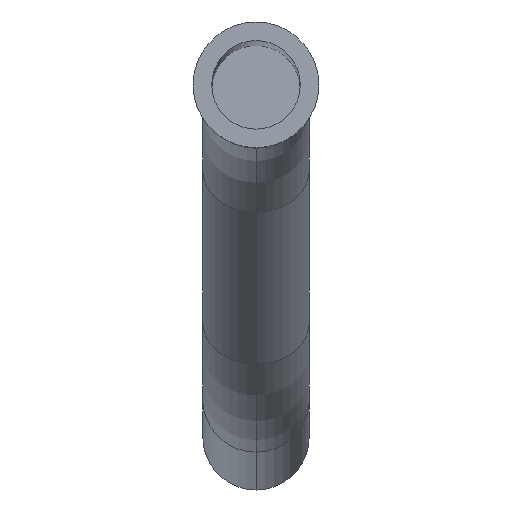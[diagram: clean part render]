
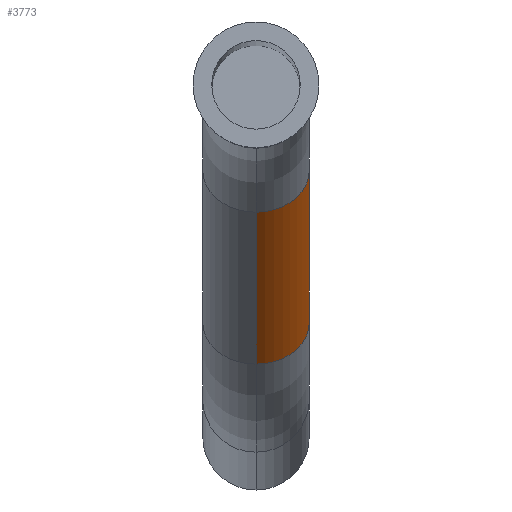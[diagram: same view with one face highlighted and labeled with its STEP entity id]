
A CAD part, top view. The second image highlights one B-rep face of the part: STEP entity #3773.
In plain terms, the highlighted cylindrical face has radius 0.3 mm (diameter 0.6 mm), a partial arc.
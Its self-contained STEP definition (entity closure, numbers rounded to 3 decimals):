
#476 = EDGE_CURVE ( 'NONE', #4291, #4287, #1100, .T. ) ;
#477 = EDGE_CURVE ( 'NONE', #4290, #4296, #1099, .T. ) ;
#478 = EDGE_CURVE ( 'NONE', #4291, #4290, #1102, .T. ) ;
#489 = EDGE_CURVE ( 'NONE', #4287, #4296, #1118, .T. ) ;
#526 = AXIS2_PLACEMENT_3D ( 'NONE', #1780, #1781, #1782 ) ;
#535 = AXIS2_PLACEMENT_3D ( 'NONE', #1811, #1812, #1813 ) ;
#700 = AXIS2_PLACEMENT_3D ( 'NONE', #5568, #5566, #5564 ) ;
#1020 = EDGE_LOOP ( 'NONE', ( #4930, #4931, #4932, #4933 ) ) ;
#1099 = LINE ( 'NONE', #1769, #1105 ) ;
#1100 = LINE ( 'NONE', #1775, #1103 ) ;
#1102 = CIRCLE ( 'NONE', #526, 0.3 ) ;
#1103 = VECTOR ( 'NONE', #1777, 1000. ) ;
#1105 = VECTOR ( 'NONE', #1778, 1000. ) ;
#1118 = CIRCLE ( 'NONE', #535, 0.3 ) ;
#1565 = FACE_OUTER_BOUND ( 'NONE', #1020, .T. ) ;
#1574 = CYLINDRICAL_SURFACE ( 'NONE', #700, 0.3 ) ;
#1769 = CARTESIAN_POINT ( 'NONE',  ( 0., -0.689, -17.293 ) ) ;
#1775 = CARTESIAN_POINT ( 'NONE',  ( 0., -0.226, -17.675 ) ) ;
#1777 = DIRECTION ( 'NONE',  ( 0., -0.636, -0.771 ) ) ;
#1778 = DIRECTION ( 'NONE',  ( 0., -0.636, -0.771 ) ) ;
#1780 = CARTESIAN_POINT ( 'NONE',  ( 0., -0.457, -17.484 ) ) ;
#1781 = DIRECTION ( 'NONE',  ( 0., -0.636, -0.771 ) ) ;
#1782 = DIRECTION ( 'NONE',  ( -1., 0., 0. ) ) ;
#1811 = CARTESIAN_POINT ( 'NONE',  ( 0., -1.313, -18.522 ) ) ;
#1812 = DIRECTION ( 'NONE',  ( 0., -0.636, -0.771 ) ) ;
#1813 = DIRECTION ( 'NONE',  ( -1., 0., 0. ) ) ;
#3636 = CARTESIAN_POINT ( 'NONE',  ( 0., -1.082, -18.712 ) ) ;
#3639 = CARTESIAN_POINT ( 'NONE',  ( 0., -0.689, -17.293 ) ) ;
#3640 = CARTESIAN_POINT ( 'NONE',  ( 0., -0.226, -17.675 ) ) ;
#3645 = CARTESIAN_POINT ( 'NONE',  ( 0., -1.545, -18.331 ) ) ;
#3773 = ADVANCED_FACE ( 'NONE', ( #1565 ), #1574, .T. ) ;
#4287 = VERTEX_POINT ( 'NONE', #3636 ) ;
#4290 = VERTEX_POINT ( 'NONE', #3639 ) ;
#4291 = VERTEX_POINT ( 'NONE', #3640 ) ;
#4296 = VERTEX_POINT ( 'NONE', #3645 ) ;
#4930 = ORIENTED_EDGE ( 'NONE', *, *, #478, .T. ) ;
#4931 = ORIENTED_EDGE ( 'NONE', *, *, #477, .T. ) ;
#4932 = ORIENTED_EDGE ( 'NONE', *, *, #489, .F. ) ;
#4933 = ORIENTED_EDGE ( 'NONE', *, *, #476, .F. ) ;
#5564 = DIRECTION ( 'NONE',  ( 0., 0.771, -0.636 ) ) ;
#5566 = DIRECTION ( 'NONE',  ( 0., -0.636, -0.771 ) ) ;
#5568 = CARTESIAN_POINT ( 'NONE',  ( 0., -0.457, -17.484 ) ) ;
